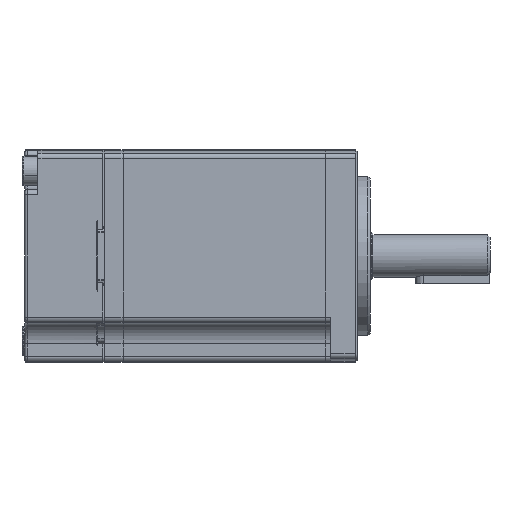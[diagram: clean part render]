
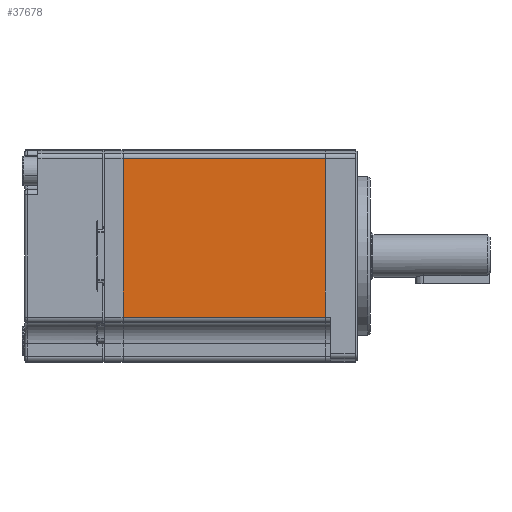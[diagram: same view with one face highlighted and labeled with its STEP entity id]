
A CAD part, front view. The second image highlights one B-rep face of the part: STEP entity #37678.
In plain terms, the highlighted planar face has unit normal (0, -1, 0).
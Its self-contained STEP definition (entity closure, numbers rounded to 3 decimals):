
#1884 = DIRECTION ( 'NONE',  ( 1., 0., 0. ) ) ;
#2290 = VECTOR ( 'NONE', #3584, 1000. ) ;
#3584 = DIRECTION ( 'NONE',  ( 0., 0., -1. ) ) ;
#6644 = CARTESIAN_POINT ( 'NONE',  ( 5.767, 5.573, 23.442 ) ) ;
#6731 = VERTEX_POINT ( 'NONE', #6644 ) ;
#7386 = CARTESIAN_POINT ( 'NONE',  ( -32.233, 5.573, 53.339 ) ) ;
#11850 = LINE ( 'NONE', #56367, #68919 ) ;
#12227 = FACE_OUTER_BOUND ( 'NONE', #55041, .T. ) ;
#16164 = EDGE_CURVE ( 'NONE', #54448, #6731, #53740, .T. ) ;
#19568 = CARTESIAN_POINT ( 'NONE',  ( 5.767, 5.573, 14.942 ) ) ;
#26100 = CARTESIAN_POINT ( 'NONE',  ( -32.233, 5.573, 14.942 ) ) ;
#28392 = AXIS2_PLACEMENT_3D ( 'NONE', #19568, #51978, #69355 ) ;
#28426 = VERTEX_POINT ( 'NONE', #68857 ) ;
#33487 = LINE ( 'NONE', #26100, #2290 ) ;
#37678 = ADVANCED_FACE ( 'NONE', ( #12227 ), #41120, .F. ) ;
#40675 = EDGE_CURVE ( 'NONE', #68824, #54448, #65605, .T. ) ;
#41120 = PLANE ( 'NONE',  #28392 ) ;
#43590 = EDGE_CURVE ( 'NONE', #28426, #6731, #11850, .T. ) ;
#46057 = ORIENTED_EDGE ( 'NONE', *, *, #16164, .F. ) ;
#47324 = CARTESIAN_POINT ( 'NONE',  ( 5.767, 5.573, 14.942 ) ) ;
#50544 = ORIENTED_EDGE ( 'NONE', *, *, #43590, .T. ) ;
#51745 = CARTESIAN_POINT ( 'NONE',  ( -32.233, 5.573, 53.339 ) ) ;
#51978 = DIRECTION ( 'NONE',  ( 0., 1., 0. ) ) ;
#52370 = CARTESIAN_POINT ( 'NONE',  ( 5.767, 5.573, 53.339 ) ) ;
#53592 = DIRECTION ( 'NONE',  ( 0., 0., -1. ) ) ;
#53740 = LINE ( 'NONE', #47324, #54654 ) ;
#54448 = VERTEX_POINT ( 'NONE', #52370 ) ;
#54654 = VECTOR ( 'NONE', #53592, 1000. ) ;
#55041 = EDGE_LOOP ( 'NONE', ( #46057, #69334, #62486, #50544 ) ) ;
#56367 = CARTESIAN_POINT ( 'NONE',  ( 5.767, 5.573, 23.442 ) ) ;
#62486 = ORIENTED_EDGE ( 'NONE', *, *, #64333, .T. ) ;
#64333 = EDGE_CURVE ( 'NONE', #68824, #28426, #33487, .T. ) ;
#65605 = LINE ( 'NONE', #51745, #68961 ) ;
#67510 = DIRECTION ( 'NONE',  ( 1., 0., 0. ) ) ;
#68824 = VERTEX_POINT ( 'NONE', #7386 ) ;
#68857 = CARTESIAN_POINT ( 'NONE',  ( -32.233, 5.573, 23.442 ) ) ;
#68919 = VECTOR ( 'NONE', #67510, 1000. ) ;
#68961 = VECTOR ( 'NONE', #1884, 1000. ) ;
#69334 = ORIENTED_EDGE ( 'NONE', *, *, #40675, .F. ) ;
#69355 = DIRECTION ( 'NONE',  ( -1., 0., 0. ) ) ;
